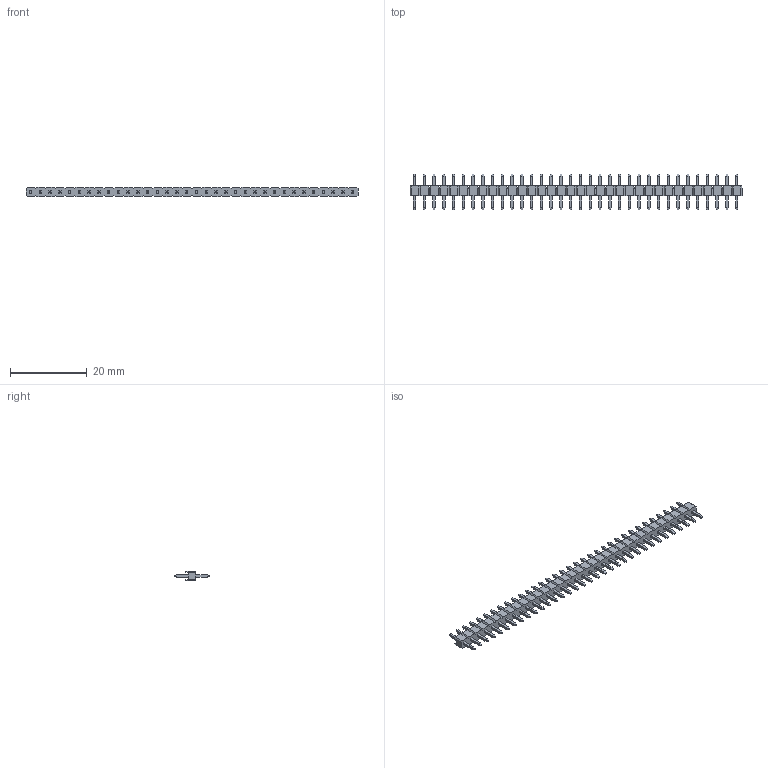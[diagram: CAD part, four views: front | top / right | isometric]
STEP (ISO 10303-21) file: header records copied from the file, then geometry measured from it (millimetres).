
FILE_DESCRIPTION(('STEP AP214'),'1');
FILE_NAME(' ',' ',('TraceParts'),('TraceParts S.A.'),'XStep 1.0',' ',' ');
FILE_SCHEMA(('automotive_design'));
Length unit declared in the file: millimetre
Products named in the file (1): 1
Bounding box: 86.36 x 9.2 x 2.5 mm (x, y, z)
Volume: 511.6 mm3; surface area: 1633.6 mm2
Topology: 1 solids, 1 shells, 1020 faces, 2578 edges, 1628 vertices
Faces by surface type: plane 1020
Entity records: 58812 total; most frequent: CARTESIAN_POINT 5227, STYLED_ITEM 5226, PRESENTATION_STYLE_ASSIGNMENT 5226, COLOUR_RGB 5226, ORIENTED_EDGE 5156, DIRECTION 4620, EDGE_CURVE 2578, CURVE_STYLE 2578
